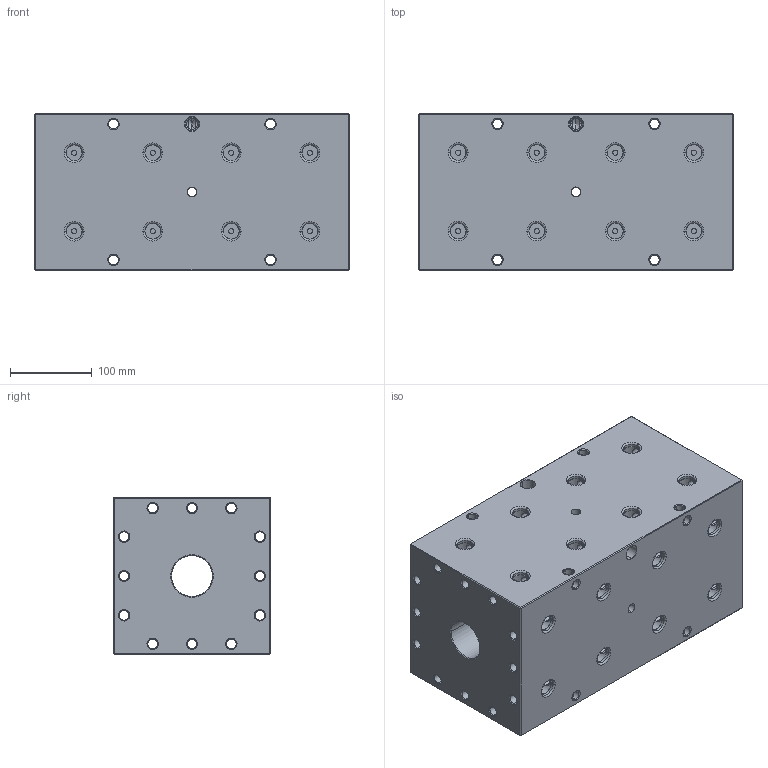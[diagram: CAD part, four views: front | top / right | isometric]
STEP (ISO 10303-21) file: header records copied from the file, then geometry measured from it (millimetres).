
FILE_DESCRIPTION (( 'STEP AP203' ), '1' );
FILE_NAME ('300315.STEP', '2017-07-27T19:55:54', ( '' ), ( '' ), 'SwSTEP 2.0', 'SolidWorks 2017', '' );
FILE_SCHEMA (( 'CONFIG_CONTROL_DESIGN' ));
Products named in the file (1): 300315
Bounding box: 384 x 192 x 192 mm (x, y, z)
Volume: 12512453.2 mm3; surface area: 664318.4 mm2
Topology: 1 solids, 1 shells, 980 faces, 2360 edges, 1300 vertices
Faces by surface type: cylinder 554, cone 260, plane 94, torus 64, bspline 8
Entity records: 39597 total; most frequent: CARTESIAN_POINT 17341, DIRECTION 4726, ORIENTED_EDGE 4688, EDGE_CURVE 2344, AXIS2_PLACEMENT_3D 1897, VERTEX_POINT 1300, EDGE_LOOP 1108, FACE_OUTER_BOUND 980
